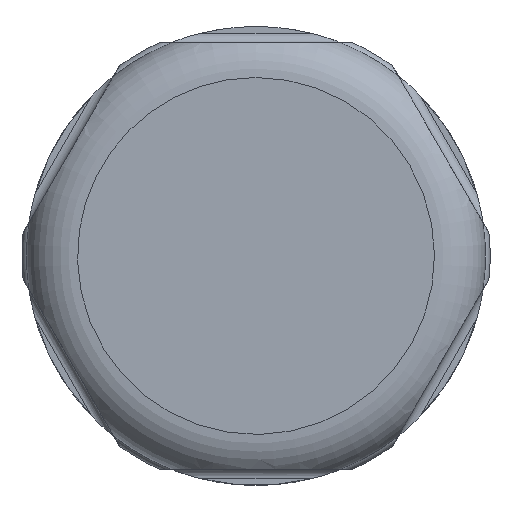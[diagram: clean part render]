
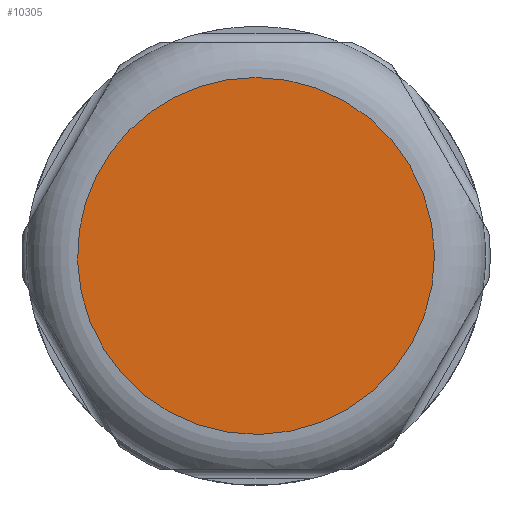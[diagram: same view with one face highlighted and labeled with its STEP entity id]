
A CAD part, left-side view. The second image highlights one B-rep face of the part: STEP entity #10305.
In plain terms, the highlighted planar face has unit normal (-1, 0, 0).
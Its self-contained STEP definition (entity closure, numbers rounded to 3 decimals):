
#1637=PLANE('',#11572);
#2433=FACE_OUTER_BOUND('',#3101,.T.);
#3101=EDGE_LOOP('',(#9076));
#3659=CIRCLE('',#11562,19.25);
#4681=VERTEX_POINT('',#21145);
#6141=EDGE_CURVE('',#4681,#4681,#3659,.T.);
#9076=ORIENTED_EDGE('',*,*,#6141,.F.);
#10305=ADVANCED_FACE('',(#2433),#1637,.T.);
#11562=AXIS2_PLACEMENT_3D('',#21146,#14403,#14404);
#11572=AXIS2_PLACEMENT_3D('',#21194,#14427,#14428);
#14403=DIRECTION('center_axis',(1.,0.,0.));
#14404=DIRECTION('ref_axis',(0.,1.,0.));
#14427=DIRECTION('center_axis',(-1.,0.,0.));
#14428=DIRECTION('ref_axis',(0.,-1.,0.));
#21145=CARTESIAN_POINT('',(-37.864,0.,19.25));
#21146=CARTESIAN_POINT('Origin',(-37.864,0.,
0.));
#21194=CARTESIAN_POINT('Origin',(-37.864,0.,
19.25));
